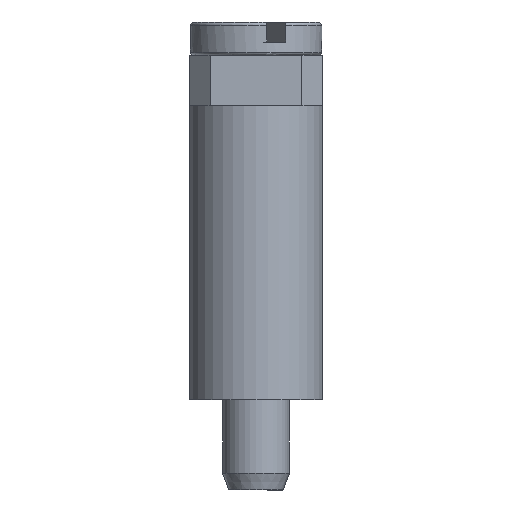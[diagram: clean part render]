
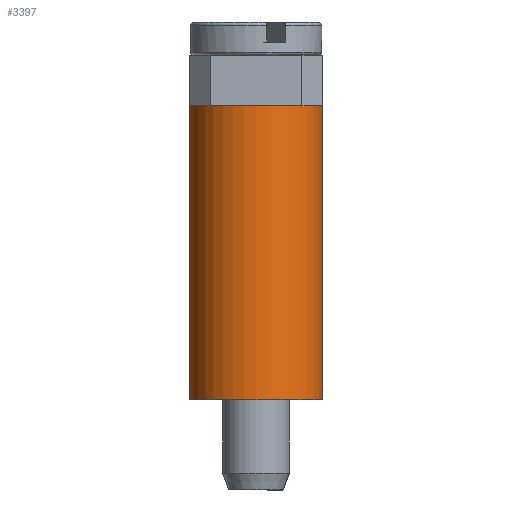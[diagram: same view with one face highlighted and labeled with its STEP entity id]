
A CAD part, left-side view. The second image highlights one B-rep face of the part: STEP entity #3397.
In plain terms, the highlighted cylindrical face has radius 4 mm (diameter 8 mm), a full revolution.
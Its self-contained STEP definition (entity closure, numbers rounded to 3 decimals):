
#70=CYLINDRICAL_SURFACE('',#3684,4.);
#240=CIRCLE('',#3654,4.);
#250=CIRCLE('',#3685,4.);
#251=CIRCLE('',#3686,4.);
#714=ORIENTED_EDGE('',*,*,#1412,.T.);
#715=ORIENTED_EDGE('',*,*,#1436,.F.);
#716=ORIENTED_EDGE('',*,*,#1437,.F.);
#1412=EDGE_CURVE('',#1818,#1818,#240,.T.);
#1436=EDGE_CURVE('',#1842,#1843,#250,.T.);
#1437=EDGE_CURVE('',#1843,#1842,#251,.T.);
#1818=VERTEX_POINT('',#5826);
#1842=VERTEX_POINT('',#5995);
#1843=VERTEX_POINT('',#5996);
#2725=EDGE_LOOP('',(#714));
#2726=EDGE_LOOP('',(#715,#716));
#3009=FACE_BOUND('',#2725,.T.);
#3010=FACE_BOUND('',#2726,.T.);
#3397=ADVANCED_FACE('',(#3009,#3010),#70,.T.);
#3654=AXIS2_PLACEMENT_3D('',#5825,#4171,#4172);
#3684=AXIS2_PLACEMENT_3D('',#5993,#4235,#4236);
#3685=AXIS2_PLACEMENT_3D('',#5994,#4237,#4238);
#3686=AXIS2_PLACEMENT_3D('',#5997,#4239,#4240);
#4171=DIRECTION('',(0.,0.,1.));
#4172=DIRECTION('',(0.,-1.,0.));
#4235=DIRECTION('',(0.,0.,1.));
#4236=DIRECTION('',(0.,-1.,0.));
#4237=DIRECTION('',(0.,0.,1.));
#4238=DIRECTION('',(0.,-1.,0.));
#4239=DIRECTION('',(0.,0.,1.));
#4240=DIRECTION('',(0.,-1.,0.));
#5825=CARTESIAN_POINT('',(-72.45,0.,-17.6));
#5826=CARTESIAN_POINT('',(-72.45,-4.,-17.6));
#5993=CARTESIAN_POINT('',(-72.45,0.,-17.6));
#5994=CARTESIAN_POINT('',(-72.45,0.,0.));
#5995=CARTESIAN_POINT('',(-72.45,4.,0.));
#5996=CARTESIAN_POINT('',(-72.45,-4.,0.));
#5997=CARTESIAN_POINT('',(-72.45,0.,0.));
